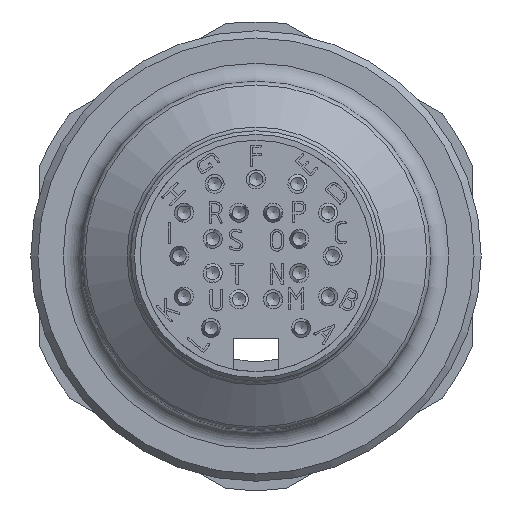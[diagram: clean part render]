
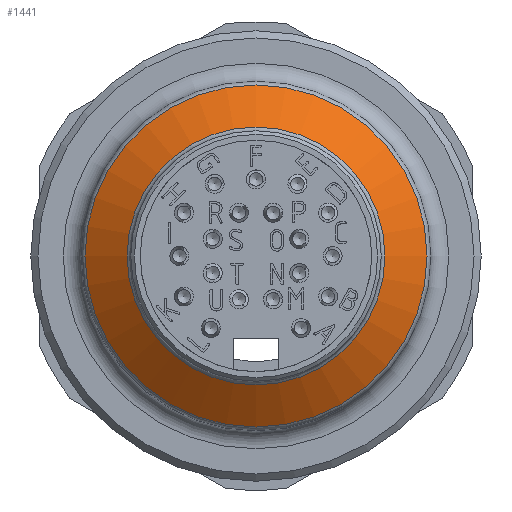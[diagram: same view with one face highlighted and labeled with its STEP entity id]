
A CAD part, left-side view. The second image highlights one B-rep face of the part: STEP entity #1441.
In plain terms, the highlighted conical face has half-angle 53.973 degrees and reference radius 9.7 mm.
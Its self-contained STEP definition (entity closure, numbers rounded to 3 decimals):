
#653=CONICAL_SURFACE('',#7089,9.7,53.973);
#1441=ADVANCED_FACE('',(#2546,#2547),#653,.T.);
#2546=FACE_BOUND('',#3070,.T.);
#2547=FACE_BOUND('',#3071,.T.);
#3070=EDGE_LOOP('',(#4586));
#3071=EDGE_LOOP('',(#4587));
#4586=ORIENTED_EDGE('',*,*,#6283,.T.);
#4587=ORIENTED_EDGE('',*,*,#6284,.T.);
#5462=VERTEX_POINT('',#14674);
#5463=VERTEX_POINT('',#14676);
#6283=EDGE_CURVE('',#5462,#5462,#6580,.T.);
#6284=EDGE_CURVE('',#5463,#5463,#6581,.T.);
#6580=CIRCLE('',#7087,9.494);
#6581=CIRCLE('',#7088,7.156);
#7087=AXIS2_PLACEMENT_3D('',#14673,#8473,#8474);
#7088=AXIS2_PLACEMENT_3D('',#14675,#8475,#8476);
#7089=AXIS2_PLACEMENT_3D('',#14677,#8477,#8478);
#8473=DIRECTION('',(-1.,0.,0.));
#8474=DIRECTION('',(0.,0.,1.));
#8475=DIRECTION('',(1.,0.,0.));
#8476=DIRECTION('',(0.,0.,-1.));
#8477=DIRECTION('',(1.,0.,0.));
#8478=DIRECTION('',(0.,0.,-1.));
#14673=CARTESIAN_POINT('',(3.15,0.,0.));
#14674=CARTESIAN_POINT('',(3.15,0.,9.494));
#14675=CARTESIAN_POINT('',(1.45,0.,0.));
#14676=CARTESIAN_POINT('',(1.45,0.,-7.156));
#14677=CARTESIAN_POINT('',(3.3,0.,0.));
